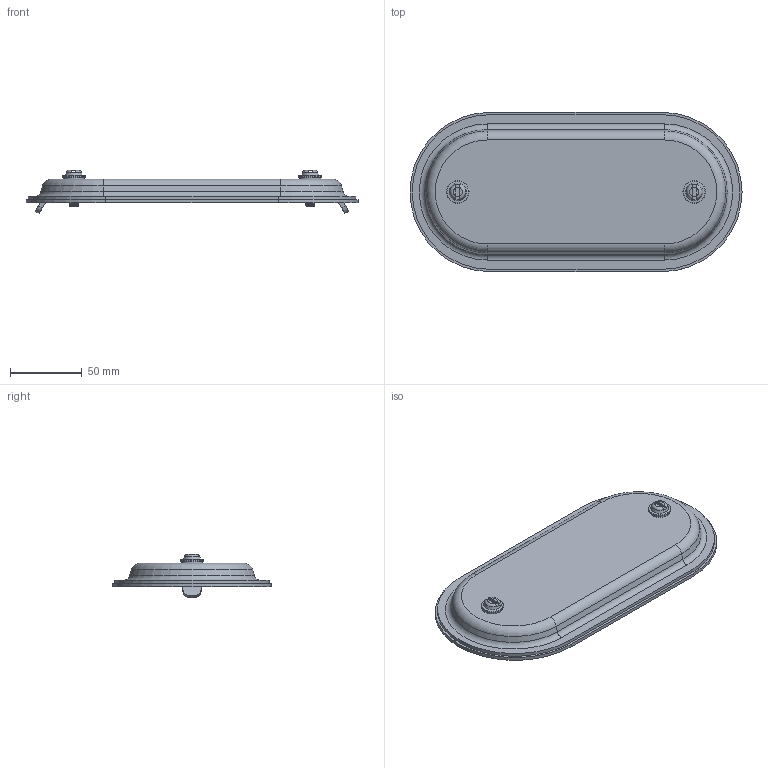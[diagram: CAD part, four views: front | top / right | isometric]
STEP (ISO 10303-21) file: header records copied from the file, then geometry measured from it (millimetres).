
FILE_DESCRIPTION(/* description */ (''),/* implementation_level */ '2;1');
FILE_NAME(/* name */ 'KIL_870GSA.stp',/* time_stamp */ '2019-10-11T18:43:52+05:00',/* author */ ('kr'),/* organization */ (''),/* preprocessor_version */ 'ST-DEVELOPER v16.13',/* originating_system */ 'Autodesk Inventor 2018',/* authorisation */ '');
FILE_SCHEMA (('AUTOMOTIVE_DESIGN { 1 0 10303 214 3 1 1 }'));
Length unit declared in the file: inch
Products named in the file (6): 270GSA; 270SA; 17733; 18038CABB; 17953; 17735-2
Assembly tree (7 placements, depth 3):
  270GSA
    270SA
      17733
      18038CABB  x2
      17953  x2
    17735-2
Bounding box: 231.78 x 111.12 x 30.25 mm (x, y, z)
Volume: 126080.8 mm3; surface area: 110570.8 mm2
Topology: 6 solids, 6 shells, 210 faces, 550 edges, 352 vertices
Faces by surface type: plane 102, cylinder 80, torus 12, bspline 10, cone 6
Full cylindrical faces by diameter (mm): 6.35 x2, 8.733 x2, 14.656 x2, 15.875 x2
Entity records: 15069 total; most frequent: CARTESIAN_POINT 11116, DIRECTION 820, ORIENTED_EDGE 752, EDGE_CURVE 376, AXIS2_PLACEMENT_3D 310, VERTEX_POINT 244, LINE 200, VECTOR 200
